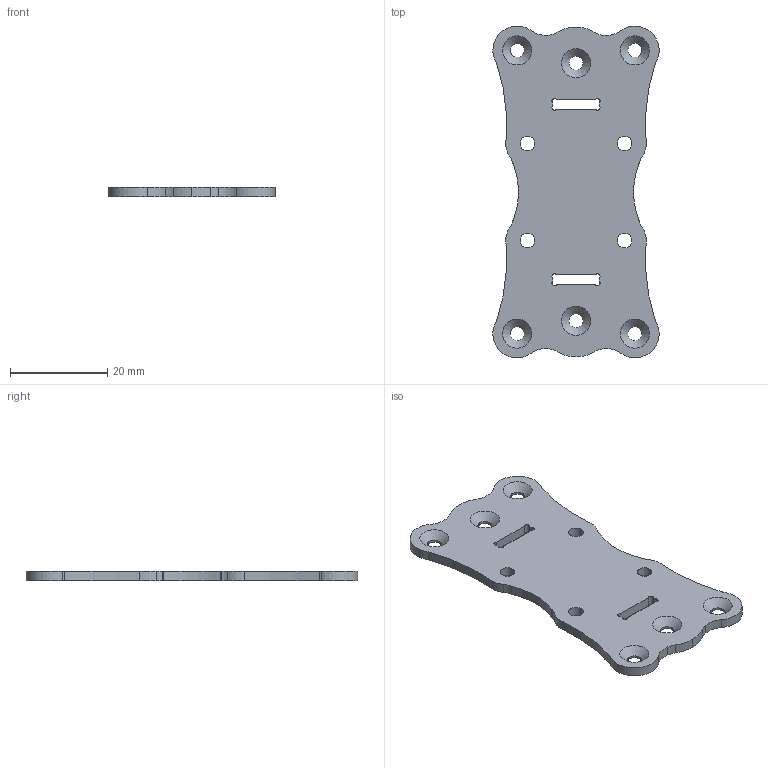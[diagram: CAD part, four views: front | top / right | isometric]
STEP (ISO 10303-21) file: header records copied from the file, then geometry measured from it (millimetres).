
FILE_DESCRIPTION(/* description */ (''),/* implementation_level */ '2;1');
FILE_NAME(/* name */ 'Typhon v8 Bottom Plate XL v2.step',/* time_stamp */ '2023-04-16T12:20:19-04:00',/* author */ (''),/* organization */ (''),/* preprocessor_version */ 'ST-DEVELOPER v19.2',/* originating_system */ 'Autodesk Translation Framework v11.17.0.187',/* authorisation */ '');
FILE_SCHEMA (('AUTOMOTIVE_DESIGN { 1 0 10303 214 3 1 1 }'));
Length unit declared in the file: millimetre
Products named in the file (1): Typhon v8 Bottom Plate XL
Bounding box: 34.27 x 68.35 x 2 mm (x, y, z)
Volume: 3592 mm3; surface area: 4337.2 mm2
Topology: 1 solids, 1 shells, 73 faces, 208 edges, 137 vertices
Faces by surface type: cylinder 57, plane 10, cone 6
Full cylindrical faces by diameter (mm): 2.9 x5, 3 x4
Entity records: 2545 total; most frequent: DIRECTION 473, CARTESIAN_POINT 439, ORIENTED_EDGE 416, EDGE_CURVE 208, AXIS2_PLACEMENT_3D 193, VERTEX_POINT 137, CIRCLE 119, EDGE_LOOP 97
